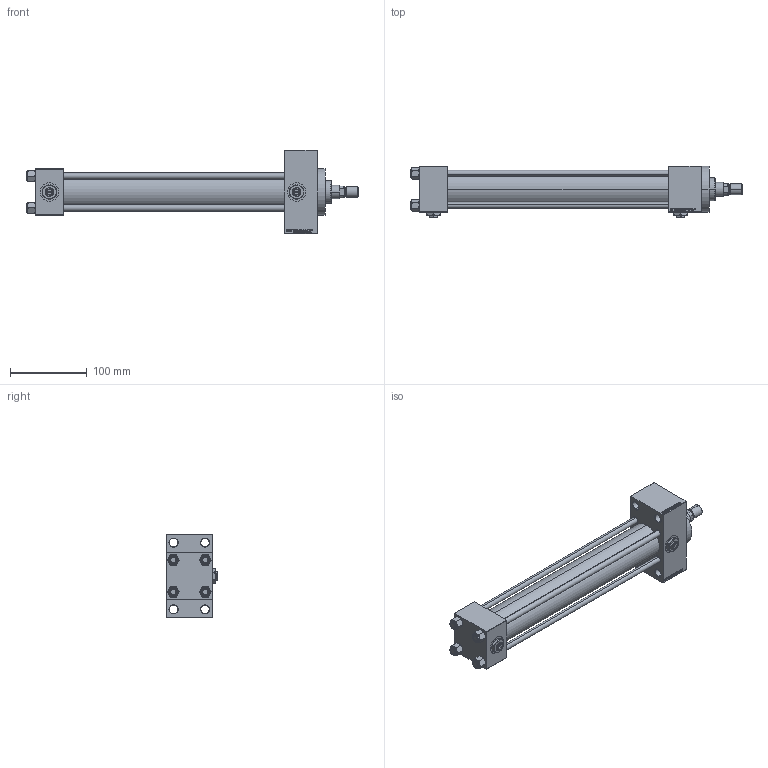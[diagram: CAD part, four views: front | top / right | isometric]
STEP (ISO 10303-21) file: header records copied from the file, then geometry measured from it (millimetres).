
FILE_DESCRIPTION (( 'STEP AP203' ), '1' );
FILE_NAME ('ee7f.STEP', '2025-07-29T09:41:58', ( '' ), ( '' ), 'SwSTEP 2.0', 'SolidWorks 2019', '' );
FILE_SCHEMA (( 'CONFIG_CONTROL_DESIGN' ));
Length unit declared in the file: millimetre
Products named in the file (8): V215CR_VCP_D d52fd1f6dd45ad4dbc4aad41d6d91453; V215CR_D_TYCINKA d52fd1f6dd45ad4dbc4aad41d6d91453; ee7f; V215_VC_A d52fd1f6dd45ad4dbc4aad41d6d91453; V215CR_D_Body d52fd1f6dd45ad4dbc4aad41d6d91453; NUT_M5_D d52fd1f6dd45ad4dbc4aad41d6d91453; ROD_END_AH d52fd1f6dd45ad4dbc4aad41d6d91453; Zatka_pro_OIL_PORT d52fd1f6dd45ad4dbc4aad41d6d91453
Assembly tree (14 placements, depth 2):
  ee7f
    V215CR_D_Body d52fd1f6dd45ad4dbc4aad41d6d91453
    V215CR_VCP_D d52fd1f6dd45ad4dbc4aad41d6d91453
    NUT_M5_D d52fd1f6dd45ad4dbc4aad41d6d91453  x4
    V215CR_D_TYCINKA d52fd1f6dd45ad4dbc4aad41d6d91453  x4
    V215_VC_A d52fd1f6dd45ad4dbc4aad41d6d91453
    ROD_END_AH d52fd1f6dd45ad4dbc4aad41d6d91453
    Zatka_pro_OIL_PORT d52fd1f6dd45ad4dbc4aad41d6d91453  x2
Bounding box: 433 x 67 x 109 mm (x, y, z)
Volume: 716247.1 mm3; surface area: 223310.1 mm2
Topology: 14 solids, 14 shells, 1220 faces, 3014 edges, 1939 vertices
Faces by surface type: plane 550, bspline 368, cone 188, cylinder 104, torus 10
Entity records: 49764 total; most frequent: CARTESIAN_POINT 25751, ORIENTED_EDGE 5328, DIRECTION 3534, EDGE_CURVE 2664, VERTEX_POINT 1737, VECTOR 1562, LINE 1562, EDGE_LOOP 1197
